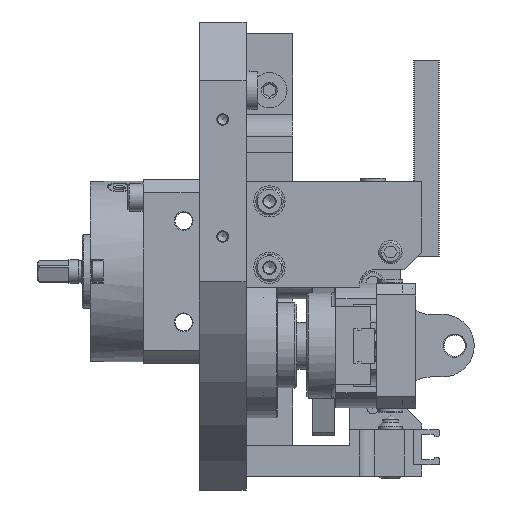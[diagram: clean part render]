
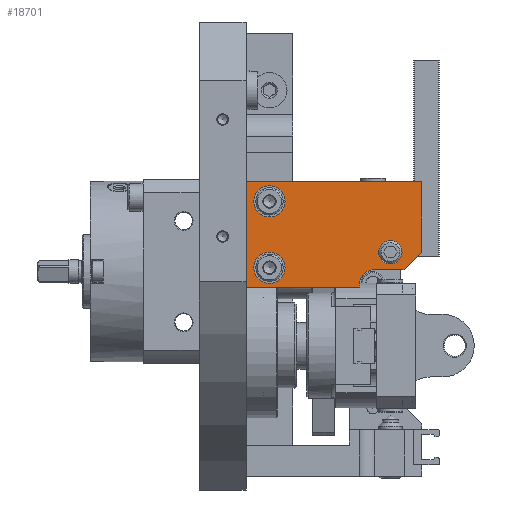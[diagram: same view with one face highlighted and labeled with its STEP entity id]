
A CAD part, front view. The second image highlights one B-rep face of the part: STEP entity #18701.
In plain terms, the highlighted face is planar.
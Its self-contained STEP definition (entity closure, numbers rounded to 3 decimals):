
#1236=PLANE('',#21643);
#2131=LINE('',#32213,#3169);
#2141=LINE('',#32241,#3179);
#2151=LINE('',#32262,#3189);
#2157=LINE('',#32286,#3195);
#2158=LINE('',#32287,#3196);
#2159=LINE('',#32288,#3197);
#2160=LINE('',#32289,#3198);
#3169=VECTOR('',#26266,1000.);
#3179=VECTOR('',#26286,1000.);
#3189=VECTOR('',#26298,1000.);
#3195=VECTOR('',#26320,1000.);
#3196=VECTOR('',#26321,1000.);
#3197=VECTOR('',#26322,1000.);
#3198=VECTOR('',#26323,1000.);
#6442=ORIENTED_EDGE('',*,*,#9602,.F.);
#6443=ORIENTED_EDGE('',*,*,#9603,.F.);
#6444=ORIENTED_EDGE('',*,*,#9604,.F.);
#6445=ORIENTED_EDGE('',*,*,#9605,.T.);
#6446=ORIENTED_EDGE('',*,*,#9606,.T.);
#6447=ORIENTED_EDGE('',*,*,#9594,.T.);
#6448=ORIENTED_EDGE('',*,*,#9607,.T.);
#6449=ORIENTED_EDGE('',*,*,#9571,.T.);
#6450=ORIENTED_EDGE('',*,*,#9608,.T.);
#6451=ORIENTED_EDGE('',*,*,#9584,.T.);
#6452=ORIENTED_EDGE('',*,*,#9609,.T.);
#9571=EDGE_CURVE('',#11497,#11496,#2131,.T.);
#9584=EDGE_CURVE('',#11510,#11508,#2141,.T.);
#9594=EDGE_CURVE('',#11515,#11519,#2151,.T.);
#9602=EDGE_CURVE('',#11525,#11525,#12873,.T.);
#9603=EDGE_CURVE('',#11526,#11526,#12874,.T.);
#9604=EDGE_CURVE('',#11527,#11527,#12875,.T.);
#9605=EDGE_CURVE('',#11528,#11529,#12876,.F.);
#9606=EDGE_CURVE('',#11529,#11515,#2157,.T.);
#9607=EDGE_CURVE('',#11519,#11497,#2158,.T.);
#9608=EDGE_CURVE('',#11496,#11510,#2159,.T.);
#9609=EDGE_CURVE('',#11508,#11528,#2160,.T.);
#11496=VERTEX_POINT('',#32212);
#11497=VERTEX_POINT('',#32214);
#11508=VERTEX_POINT('',#32239);
#11510=VERTEX_POINT('',#32242);
#11515=VERTEX_POINT('',#32253);
#11519=VERTEX_POINT('',#32261);
#11525=VERTEX_POINT('',#32278);
#11526=VERTEX_POINT('',#32280);
#11527=VERTEX_POINT('',#32282);
#11528=VERTEX_POINT('',#32284);
#11529=VERTEX_POINT('',#32285);
#12873=CIRCLE('',#21644,3.);
#12874=CIRCLE('',#21645,4.);
#12875=CIRCLE('',#21646,4.);
#12876=CIRCLE('',#21647,4.);
#14528=EDGE_LOOP('',(#6442));
#14529=EDGE_LOOP('',(#6443));
#14530=EDGE_LOOP('',(#6444));
#14531=EDGE_LOOP('',(#6445,#6446,#6447,#6448,#6449,#6450,#6451,#6452));
#16679=FACE_BOUND('',#14528,.T.);
#16680=FACE_BOUND('',#14529,.T.);
#16681=FACE_BOUND('',#14530,.T.);
#16682=FACE_BOUND('',#14531,.T.);
#18701=ADVANCED_FACE('',(#16679,#16680,#16681,#16682),#1236,.T.);
#21643=AXIS2_PLACEMENT_3D('',#32276,#26310,#26311);
#21644=AXIS2_PLACEMENT_3D('',#32277,#26312,#26313);
#21645=AXIS2_PLACEMENT_3D('',#32279,#26314,#26315);
#21646=AXIS2_PLACEMENT_3D('',#32281,#26316,#26317);
#21647=AXIS2_PLACEMENT_3D('',#32283,#26318,#26319);
#26266=DIRECTION('',(0.,-1.,0.));
#26286=DIRECTION('',(0.,1.,0.));
#26298=DIRECTION('',(0.,0.707,0.707));
#26310=DIRECTION('',(1.,0.,0.));
#26311=DIRECTION('',(0.,0.,-1.));
#26312=DIRECTION('',(1.,0.,0.));
#26313=DIRECTION('',(0.,0.,-1.));
#26314=DIRECTION('',(1.,0.,0.));
#26315=DIRECTION('',(0.,0.,-1.));
#26316=DIRECTION('',(1.,0.,0.));
#26317=DIRECTION('',(0.,0.,-1.));
#26318=DIRECTION('',(1.,0.,0.));
#26319=DIRECTION('',(0.,0.,-1.));
#26320=DIRECTION('',(0.,1.,0.));
#26321=DIRECTION('',(0.,0.,1.));
#26322=DIRECTION('',(0.,0.,-1.));
#26323=DIRECTION('',(0.,0.,1.));
#32212=CARTESIAN_POINT('',(8.,0.,13.5));
#32213=CARTESIAN_POINT('',(8.,45.,13.5));
#32214=CARTESIAN_POINT('',(8.,45.,13.5));
#32239=CARTESIAN_POINT('',(8.,29.,-13.5));
#32241=CARTESIAN_POINT('',(8.,0.,-13.5));
#32242=CARTESIAN_POINT('',(8.,0.,-13.5));
#32253=CARTESIAN_POINT('',(8.,40.5,-9.));
#32261=CARTESIAN_POINT('',(8.,45.,-4.5));
#32262=CARTESIAN_POINT('',(8.,36.,-13.5));
#32276=CARTESIAN_POINT('',(8.,0.,0.));
#32277=CARTESIAN_POINT('',(8.,37.,-4.5));
#32278=CARTESIAN_POINT('',(8.,37.,-7.5));
#32279=CARTESIAN_POINT('',(8.,6.,8.5));
#32280=CARTESIAN_POINT('',(8.,6.,4.5));
#32281=CARTESIAN_POINT('',(8.,6.,-8.5));
#32282=CARTESIAN_POINT('',(8.,6.,-12.5));
#32283=CARTESIAN_POINT('',(8.,33.,-13.));
#32284=CARTESIAN_POINT('',(8.,29.,-13.));
#32285=CARTESIAN_POINT('',(8.,33.,-9.));
#32286=CARTESIAN_POINT('',(8.,0.,-9.));
#32287=CARTESIAN_POINT('',(8.,45.,-4.5));
#32288=CARTESIAN_POINT('',(8.,0.,13.5));
#32289=CARTESIAN_POINT('',(8.,29.,0.));
